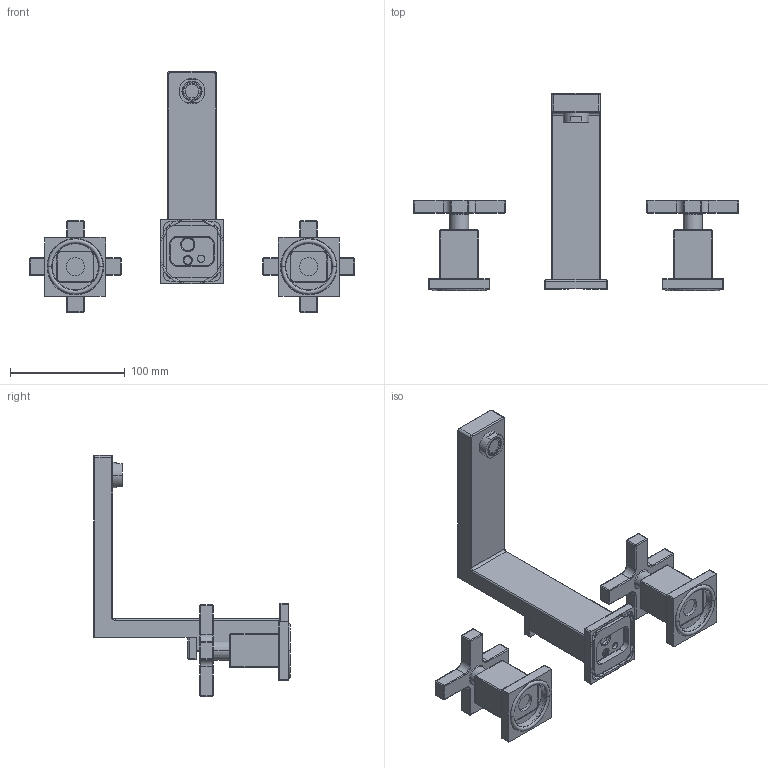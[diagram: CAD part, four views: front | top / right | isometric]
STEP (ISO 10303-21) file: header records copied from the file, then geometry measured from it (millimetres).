
FILE_DESCRIPTION((''),'2;1');
FILE_NAME('2990C','2022-05-05T13:49:15',('NSantos'),(''),'CREO PARAMETRIC BY PTC INC, 2019352','CREO PARAMETRIC BY PTC INC, 2019352','');
FILE_SCHEMA(('CONFIG_CONTROL_DESIGN'));
Products named in the file (1): 2990C
Bounding box: 282.96 x 171.3 x 209.8 mm (x, y, z)
Volume: 211362.7 mm3; surface area: 226958.5 mm2
Topology: 5 solids, 73 shells, 2030 faces, 5309 edges, 3363 vertices
Faces by surface type: cylinder 859, plane 664, torus 192, bspline 136, sphere 117, cone 53, extrusion 9
Entity records: 112366 total; most frequent: CARTESIAN_POINT 64707, ORIENTED_EDGE 10193, DIRECTION 9234, EDGE_CURVE 5301, AXIS2_PLACEMENT_3D 3471, VERTEX_POINT 3365, VECTOR 2292, LINE 2283
